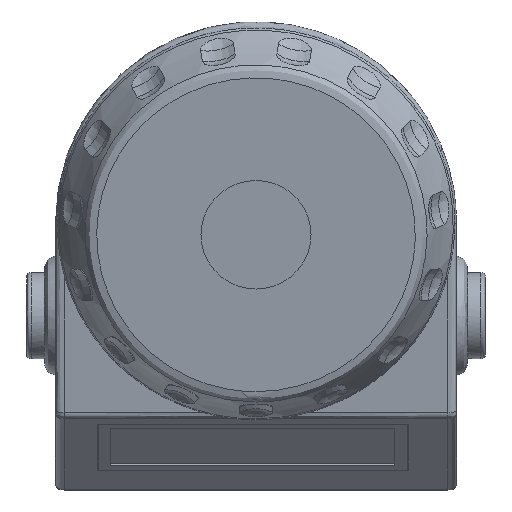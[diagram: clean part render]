
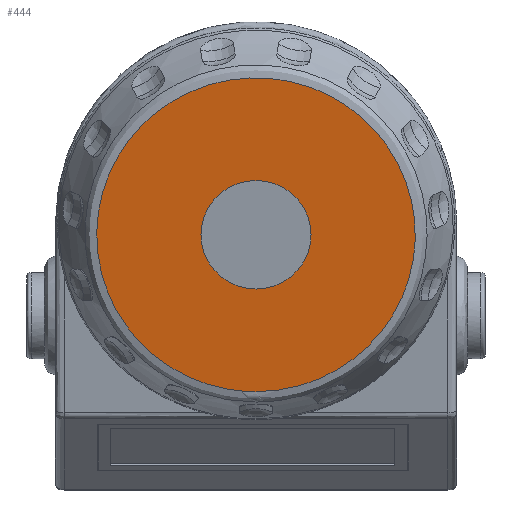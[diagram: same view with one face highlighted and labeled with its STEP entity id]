
A CAD part, top view. The second image highlights one B-rep face of the part: STEP entity #444.
In plain terms, the highlighted face is planar.
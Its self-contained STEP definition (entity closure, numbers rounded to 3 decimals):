
#233=B_SPLINE_CURVE_WITH_KNOTS('',3,(#3561,#3562,#3563,#3564,#3565,#3566,
#3567,#3568,#3569,#3570,#3571,#3572,#3573,#3574,#3575,#3576,#3577,#3578,
#3579,#3580,#3581,#3582,#3583,#3584,#3585,#3586,#3587,#3588,#3589,#3590,
#3591,#3592,#3593,#3594,#3595,#3596,#3597,#3598,#3599,#3600,#3601,#3602,
#3603,#3604,#3605,#3606,#3607,#3608,#3609),.UNSPECIFIED.,.T.,.F.,(1,3,3,
3,3,3,3,3,3,3,3,3,3,3,3,3,3,3,1),(-0.063,0.,0.063,0.125,0.188,0.25,0.313,
0.375,0.438,0.5,0.563,0.625,0.688,0.75,0.813,0.875,0.938,1.,1.063),
 .UNSPECIFIED.);
#282=PLANE('',#2085);
#444=ADVANCED_FACE('',(#833,#834),#282,.F.);
#833=FACE_BOUND('',#903,.T.);
#834=FACE_BOUND('',#904,.T.);
#903=EDGE_LOOP('',(#1128));
#904=EDGE_LOOP('',(#1129));
#1128=ORIENTED_EDGE('',*,*,#1834,.F.);
#1129=ORIENTED_EDGE('',*,*,#1835,.T.);
#1653=VERTEX_POINT('',#3560);
#1654=VERTEX_POINT('',#3610);
#1834=EDGE_CURVE('',#1653,#1653,#2032,.T.);
#1835=EDGE_CURVE('',#1654,#1654,#233,.T.);
#2032=CIRCLE('',#2084,12.5);
#2084=AXIS2_PLACEMENT_3D('',#3559,#2229,#2230);
#2085=AXIS2_PLACEMENT_3D('',#3611,#2231,#2232);
#2229=DIRECTION('',(0.,0.,1.));
#2230=DIRECTION('',(1.,0.,0.));
#2231=DIRECTION('',(0.,0.,-1.));
#2232=DIRECTION('',(-1.,0.,0.));
#3559=CARTESIAN_POINT('',(0.,0.,15.));
#3560=CARTESIAN_POINT('',(12.5,0.,15.));
#3561=CARTESIAN_POINT('',(36.146,0.,15.));
#3562=CARTESIAN_POINT('',(36.146,4.73,15.));
#3563=CARTESIAN_POINT('',(35.204,9.463,15.));
#3564=CARTESIAN_POINT('',(33.394,13.832,15.));
#3565=CARTESIAN_POINT('',(31.585,18.202,15.));
#3566=CARTESIAN_POINT('',(28.903,22.214,15.));
#3567=CARTESIAN_POINT('',(25.559,25.559,15.));
#3568=CARTESIAN_POINT('',(22.215,28.904,15.));
#3569=CARTESIAN_POINT('',(18.202,31.584,15.));
#3570=CARTESIAN_POINT('',(13.832,33.394,15.));
#3571=CARTESIAN_POINT('',(9.463,35.205,15.));
#3572=CARTESIAN_POINT('',(4.73,36.146,15.));
#3573=CARTESIAN_POINT('',(0.,36.146,15.));
#3574=CARTESIAN_POINT('',(-4.73,36.146,15.));
#3575=CARTESIAN_POINT('',(-9.463,35.204,15.));
#3576=CARTESIAN_POINT('',(-13.832,33.394,15.));
#3577=CARTESIAN_POINT('',(-18.202,31.585,15.));
#3578=CARTESIAN_POINT('',(-22.214,28.903,15.));
#3579=CARTESIAN_POINT('',(-25.559,25.559,15.));
#3580=CARTESIAN_POINT('',(-28.904,22.215,15.));
#3581=CARTESIAN_POINT('',(-31.584,18.202,15.));
#3582=CARTESIAN_POINT('',(-33.394,13.832,15.));
#3583=CARTESIAN_POINT('',(-35.205,9.463,15.));
#3584=CARTESIAN_POINT('',(-36.146,4.73,15.));
#3585=CARTESIAN_POINT('',(-36.146,0.,15.));
#3586=CARTESIAN_POINT('',(-36.146,-4.73,15.));
#3587=CARTESIAN_POINT('',(-35.204,-9.463,15.));
#3588=CARTESIAN_POINT('',(-33.394,-13.832,15.));
#3589=CARTESIAN_POINT('',(-31.585,-18.202,15.));
#3590=CARTESIAN_POINT('',(-28.903,-22.214,15.));
#3591=CARTESIAN_POINT('',(-25.559,-25.559,15.));
#3592=CARTESIAN_POINT('',(-22.215,-28.904,15.));
#3593=CARTESIAN_POINT('',(-18.202,-31.584,15.));
#3594=CARTESIAN_POINT('',(-13.832,-33.394,15.));
#3595=CARTESIAN_POINT('',(-9.463,-35.205,15.));
#3596=CARTESIAN_POINT('',(-4.73,-36.146,15.));
#3597=CARTESIAN_POINT('',(0.,-36.146,15.));
#3598=CARTESIAN_POINT('',(4.73,-36.146,15.));
#3599=CARTESIAN_POINT('',(9.463,-35.204,15.));
#3600=CARTESIAN_POINT('',(13.832,-33.394,15.));
#3601=CARTESIAN_POINT('',(18.202,-31.585,15.));
#3602=CARTESIAN_POINT('',(22.214,-28.903,15.));
#3603=CARTESIAN_POINT('',(25.559,-25.559,15.));
#3604=CARTESIAN_POINT('',(28.904,-22.215,15.));
#3605=CARTESIAN_POINT('',(31.584,-18.202,15.));
#3606=CARTESIAN_POINT('',(33.394,-13.832,15.));
#3607=CARTESIAN_POINT('',(35.205,-9.463,15.));
#3608=CARTESIAN_POINT('',(36.146,-4.731,15.));
#3609=CARTESIAN_POINT('',(36.146,0.,15.));
#3610=CARTESIAN_POINT('',(36.146,0.,15.));
#3611=CARTESIAN_POINT('',(38.,0.,15.));
